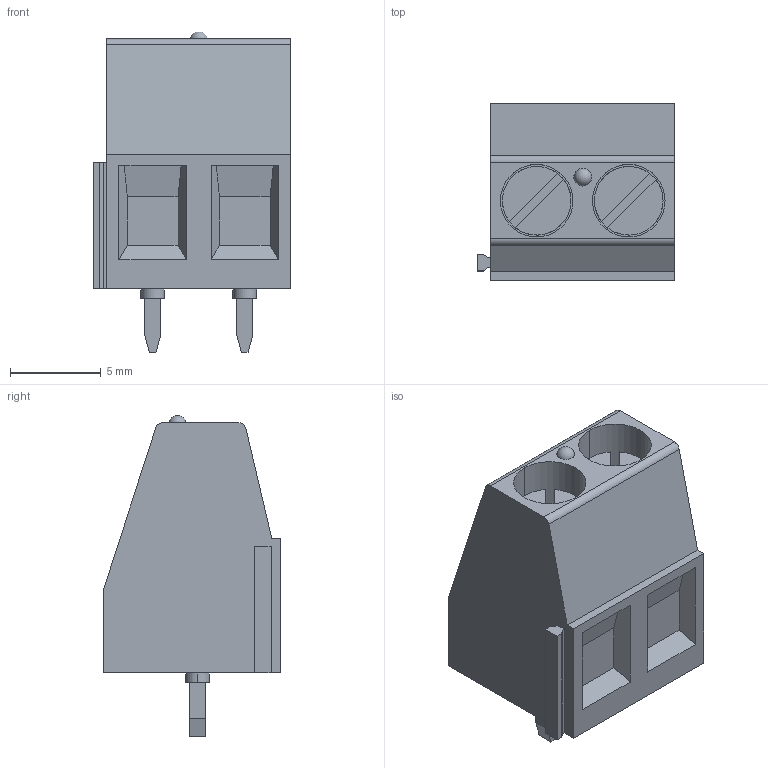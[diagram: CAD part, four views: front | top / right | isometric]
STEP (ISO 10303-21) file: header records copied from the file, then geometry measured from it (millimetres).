
FILE_DESCRIPTION((''),'2;1');
FILE_NAME('PHOENIX_1715721.stp','2010-01-06T13:37:04',(''),(''),'Mechanical Desktop 2006','Mechanical Desktop 2006',', , ');
FILE_SCHEMA(('AUTOMOTIVE_DESIGN { 1 2 10303 214 0 1 1 1 }'));
Length unit declared in the file: millimetre
Products named in the file (1): Product
Bounding box: 10.9 x 9.8 x 17.7 mm (x, y, z)
Volume: 1080.8 mm3; surface area: 947.1 mm2
Topology: 9 solids, 9 shells, 151 faces, 361 edges, 239 vertices
Faces by surface type: plane 110, cylinder 40, sphere 1
Entity records: 4417 total; most frequent: DIRECTION 756, CARTESIAN_POINT 752, ORIENTED_EDGE 722, EDGE_CURVE 361, VECTOR 270, LINE 270, AXIS2_PLACEMENT_3D 243, VERTEX_POINT 239
